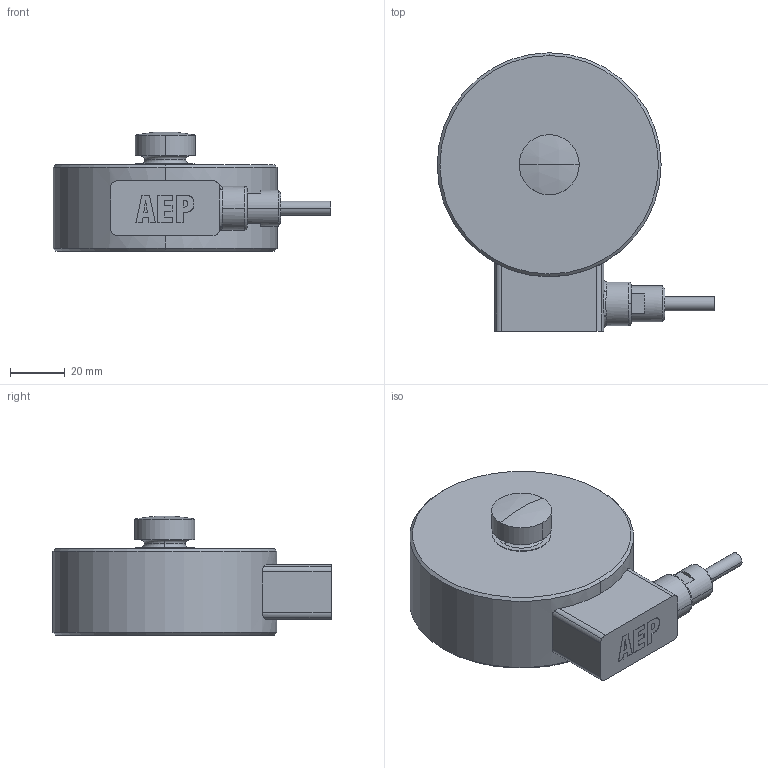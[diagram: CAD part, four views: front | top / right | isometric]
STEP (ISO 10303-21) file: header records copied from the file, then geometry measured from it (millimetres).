
FILE_DESCRIPTION(('STEP AP214'),'1');
FILE_NAME('C2S up to 10t bis.stp','2015-05-15T14:58:25',(' '),(' '),'Spatial InterOp 3D',' ',' ');
FILE_SCHEMA(('automotive_design'));
Length unit declared in the file: metre
Products named in the file (1): 1
Bounding box: 101.64 x 101.9 x 43.86 mm (x, y, z)
Volume: 189168.3 mm3; surface area: 24460.5 mm2
Topology: 1 solids, 1 shells, 117 faces, 279 edges, 180 vertices
Faces by surface type: plane 58, cylinder 32, cone 12, torus 8, extrusion 3, sphere 2, bspline 2
Entity records: 4618 total; most frequent: CARTESIAN_POINT 884, DIRECTION 593, ORIENTED_EDGE 558, EDGE_CURVE 279, AXIS2_PLACEMENT_3D 216, VERTEX_POINT 180, VECTOR 161, LINE 158
